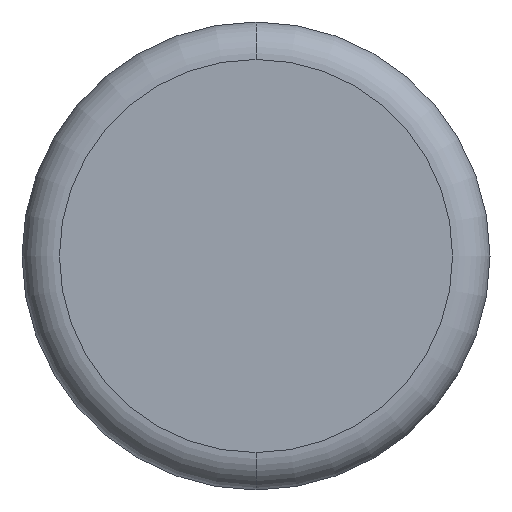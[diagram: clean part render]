
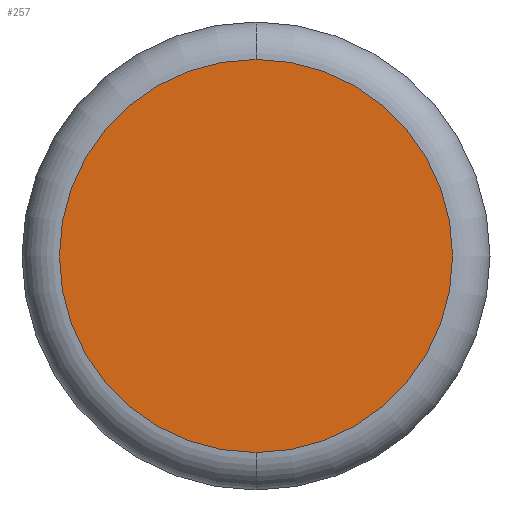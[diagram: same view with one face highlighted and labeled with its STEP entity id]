
A CAD part, front view. The second image highlights one B-rep face of the part: STEP entity #257.
In plain terms, the highlighted planar face has unit normal (0, -1, 0).
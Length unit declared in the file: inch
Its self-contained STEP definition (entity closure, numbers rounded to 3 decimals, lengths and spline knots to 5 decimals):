
#8 = AXIS2_PLACEMENT_3D ( 'NONE', #468, #155, #499 ) ;
#14 = EDGE_LOOP ( 'NONE', ( #16, #515 ) ) ;
#16 = ORIENTED_EDGE ( 'NONE', *, *, #180, .T. ) ;
#28 = CIRCLE ( 'NONE', #309, 0.105 ) ;
#33 = EDGE_CURVE ( 'NONE', #488, #233, #102, .T. ) ;
#38 = CARTESIAN_POINT ( 'NONE',  ( 0., 0., 0. ) ) ;
#74 = AXIS2_PLACEMENT_3D ( 'NONE', #38, #165, #244 ) ;
#90 = CARTESIAN_POINT ( 'NONE',  ( 0., 0., 0.105 ) ) ;
#102 = CIRCLE ( 'NONE', #8, 0.105 ) ;
#123 = PLANE ( 'NONE',  #74 ) ;
#153 = DIRECTION ( 'NONE',  ( 0., 0., -1. ) ) ;
#155 = DIRECTION ( 'NONE',  ( 0., -1., 0. ) ) ;
#165 = DIRECTION ( 'NONE',  ( 0., -1., 0. ) ) ;
#180 = EDGE_CURVE ( 'NONE', #233, #488, #28, .T. ) ;
#204 = FACE_OUTER_BOUND ( 'NONE', #14, .T. ) ;
#233 = VERTEX_POINT ( 'NONE', #331 ) ;
#244 = DIRECTION ( 'NONE',  ( 0., 0., -1. ) ) ;
#257 = ADVANCED_FACE ( 'NONE', ( #204 ), #123, .T. ) ;
#309 = AXIS2_PLACEMENT_3D ( 'NONE', #323, #547, #153 ) ;
#323 = CARTESIAN_POINT ( 'NONE',  ( 0., 0., 0. ) ) ;
#331 = CARTESIAN_POINT ( 'NONE',  ( 0., 0., -0.105 ) ) ;
#468 = CARTESIAN_POINT ( 'NONE',  ( 0., 0., 0. ) ) ;
#488 = VERTEX_POINT ( 'NONE', #90 ) ;
#499 = DIRECTION ( 'NONE',  ( 0., 0., -1. ) ) ;
#515 = ORIENTED_EDGE ( 'NONE', *, *, #33, .T. ) ;
#547 = DIRECTION ( 'NONE',  ( 0., -1., 0. ) ) ;
